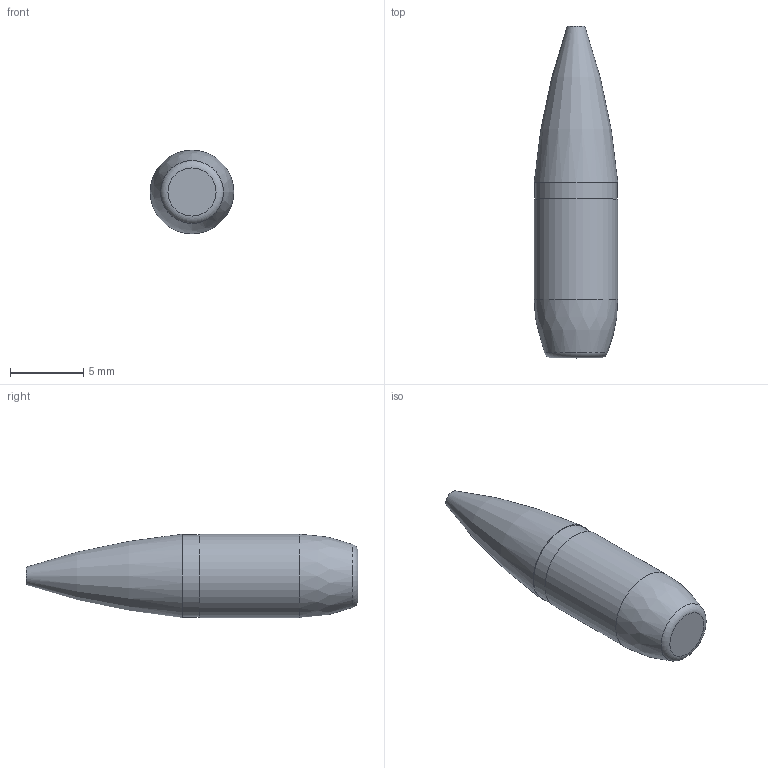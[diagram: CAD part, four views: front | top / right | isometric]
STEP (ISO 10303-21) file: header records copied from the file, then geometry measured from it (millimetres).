
FILE_DESCRIPTION(('FreeCAD Model'),'2;1');
FILE_NAME('Open CASCADE Shape Model','2025-02-24T15:34:21',(''),(''), 'Open CASCADE STEP processor 7.7','FreeCAD','Unknown');
FILE_SCHEMA(('AUTOMOTIVE_DESIGN { 1 0 10303 214 1 1 1 1 }'));
Length unit declared in the file: millimetre
Products named in the file (1): Revolution
Bounding box: 5.69 x 22.62 x 5.69 mm (x, y, z)
Volume: 422.3 mm3; surface area: 355.1 mm2
Topology: 1 solids, 1 shells, 9 faces, 13 edges, 8 vertices
Faces by surface type: revolution 3, plane 3, cylinder 2, torus 1
Full cylindrical faces by diameter (mm): 5.59 x1, 5.69 x1
Entity records: 428 total; most frequent: DIRECTION 77, CARTESIAN_POINT 64, ORIENTED_EDGE 28, PCURVE 28, DEFINITIONAL_REPRESENTATION 28, LINE 25, VECTOR 25, AXIS2_PLACEMENT_3D 22
